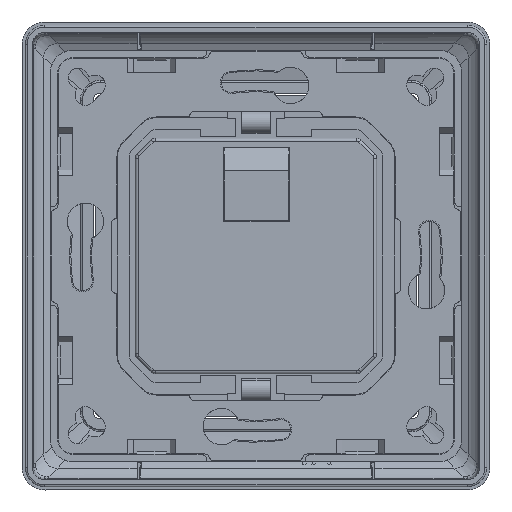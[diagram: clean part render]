
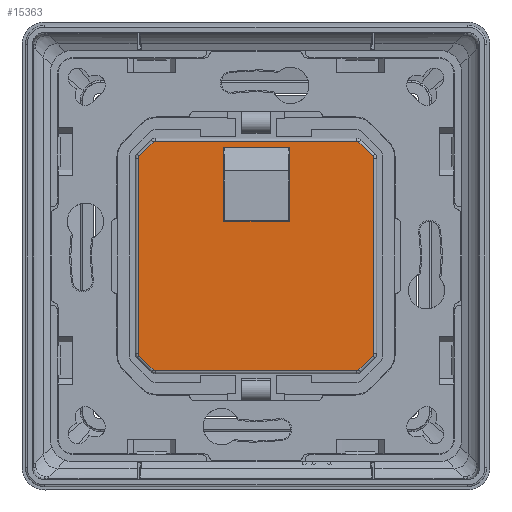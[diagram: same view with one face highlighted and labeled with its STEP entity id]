
A CAD part, front view. The second image highlights one B-rep face of the part: STEP entity #15363.
In plain terms, the highlighted planar face has unit normal (0, -1, 0).
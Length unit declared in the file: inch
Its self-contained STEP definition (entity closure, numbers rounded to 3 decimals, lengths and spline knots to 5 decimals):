
#14162=DIRECTION('',(0.,0.,1.));
#14163=VECTOR('',#14162,33.88055);
#14164=CARTESIAN_POINT('',(20.35652,-2.59993,
-16.94028));
#14165=LINE('',#14164,#14163);
#14170=DIRECTION('',(0.707,0.,0.707));
#14171=VECTOR('',#14170,3.41752);
#14172=CARTESIAN_POINT('',(-20.2102,-2.59993,
17.29365));
#14173=LINE('',#14172,#14171);
#14174=CARTESIAN_POINT('',(-17.44036,-2.59976,
19.35688));
#14175=DIRECTION('',(0.,1.,0.));
#14176=DIRECTION('',(-0.707,0.,0.707));
#14177=AXIS2_PLACEMENT_3D('',#14174,#14175,#14176);
#14179=CARTESIAN_POINT('',(17.44036,-2.59976,
19.35688));
#14180=DIRECTION('',(0.,1.,0.));
#14181=DIRECTION('',(0.,0.,1.));
#14182=AXIS2_PLACEMENT_3D('',#14179,#14180,#14181);
#14184=DIRECTION('',(0.707,0.,-0.707));
#14185=VECTOR('',#14184,3.41752);
#14186=CARTESIAN_POINT('',(17.79365,-2.59993,
19.7102));
#14187=LINE('',#14186,#14185);
#14188=CARTESIAN_POINT('',(19.85688,-2.59976,
16.94036));
#14189=DIRECTION('',(0.,1.,0.));
#14190=DIRECTION('',(0.707,0.,0.707));
#14191=AXIS2_PLACEMENT_3D('',#14188,#14189,#14190);
#14193=CARTESIAN_POINT('',(19.85688,-2.59976,
-16.94036));
#14194=DIRECTION('',(0.,1.,0.));
#14195=DIRECTION('',(1.,0.,0.));
#14196=AXIS2_PLACEMENT_3D('',#14193,#14194,#14195);
#14198=DIRECTION('',(-0.707,0.,-0.707));
#14199=VECTOR('',#14198,3.41752);
#14200=CARTESIAN_POINT('',(20.2102,-2.59993,
-17.29365));
#14201=LINE('',#14200,#14199);
#14202=CARTESIAN_POINT('',(17.44036,-2.59976,
-19.35688));
#14203=DIRECTION('',(0.,1.,0.));
#14204=DIRECTION('',(0.707,0.,-0.707));
#14205=AXIS2_PLACEMENT_3D('',#14202,#14203,#14204);
#14207=CARTESIAN_POINT('',(-17.44036,-2.59976,
-19.35688));
#14208=DIRECTION('',(0.,1.,0.));
#14209=DIRECTION('',(0.,0.,-1.));
#14210=AXIS2_PLACEMENT_3D('',#14207,#14208,#14209);
#14212=DIRECTION('',(-0.707,0.,0.707));
#14213=VECTOR('',#14212,3.41752);
#14214=CARTESIAN_POINT('',(-17.79365,-2.59993,
-19.7102));
#14215=LINE('',#14214,#14213);
#14216=CARTESIAN_POINT('',(-19.85688,-2.59976,
-16.94036));
#14217=DIRECTION('',(0.,1.,0.));
#14218=DIRECTION('',(-0.707,0.,-0.707));
#14219=AXIS2_PLACEMENT_3D('',#14216,#14217,#14218);
#14221=CARTESIAN_POINT('',(-19.85688,-2.59976,
16.94036));
#14222=DIRECTION('',(0.,1.,0.));
#14223=DIRECTION('',(-1.,0.,0.));
#14224=AXIS2_PLACEMENT_3D('',#14221,#14222,#14223);
#14267=DIRECTION('',(0.,0.,-1.));
#14268=VECTOR('',#14267,33.88055);
#14269=CARTESIAN_POINT('',(-20.35652,-2.59993,16.94028));
#14270=LINE('',#14269,#14268);
#14333=DIRECTION('',(1.,0.,0.));
#14334=VECTOR('',#14333,34.88055);
#14335=CARTESIAN_POINT('',(-17.44028,-2.59993,
-19.85652));
#14336=LINE('',#14335,#14334);
#14579=DIRECTION('',(-1.,0.,0.));
#14580=VECTOR('',#14579,34.88055);
#14581=CARTESIAN_POINT('',(17.44028,-2.59993,
19.85652));
#14582=LINE('',#14581,#14580);
#14616=DIRECTION('',(-1.,0.,0.));
#14617=VECTOR('',#14616,11.4);
#14618=CARTESIAN_POINT('',(5.8,-2.6,6.));
#14619=LINE('',#14618,#14617);
#14628=DIRECTION('',(0.,0.,-1.));
#14629=VECTOR('',#14628,12.8);
#14630=CARTESIAN_POINT('',(5.8,-2.6,18.8));
#14631=LINE('',#14630,#14629);
#14640=DIRECTION('',(1.,0.,0.));
#14641=VECTOR('',#14640,11.4);
#14642=CARTESIAN_POINT('',(-5.6,-2.6,18.8));
#14643=LINE('',#14642,#14641);
#14652=DIRECTION('',(0.,0.,1.));
#14653=VECTOR('',#14652,12.8);
#14654=CARTESIAN_POINT('',(-5.6,-2.6,6.));
#14655=LINE('',#14654,#14653);
#14736=CARTESIAN_POINT('',(5.8,-2.6,18.8));
#14737=CARTESIAN_POINT('',(5.8,-2.6,6.));
#14738=VERTEX_POINT('',#14736);
#14739=VERTEX_POINT('',#14737);
#14740=CARTESIAN_POINT('',(-20.2102,-2.59993,
17.29365));
#14741=CARTESIAN_POINT('',(-17.79366,-2.59993,
19.7102));
#14742=VERTEX_POINT('',#14740);
#14743=VERTEX_POINT('',#14741);
#14744=CARTESIAN_POINT('',(-17.44026,-2.5998,
19.85652));
#14745=VERTEX_POINT('',#14744);
#14746=CARTESIAN_POINT('',(17.44028,-2.59993,
19.85652));
#14747=VERTEX_POINT('',#14746);
#14748=CARTESIAN_POINT('',(17.79363,-2.5998,
19.7102));
#14749=VERTEX_POINT('',#14748);
#14750=CARTESIAN_POINT('',(20.2102,-2.59993,
17.29366));
#14751=VERTEX_POINT('',#14750);
#14752=CARTESIAN_POINT('',(20.35652,-2.5998,
16.94026));
#14753=VERTEX_POINT('',#14752);
#14754=CARTESIAN_POINT('',(20.35652,-2.59993,
-16.94028));
#14755=VERTEX_POINT('',#14754);
#14756=CARTESIAN_POINT('',(20.2102,-2.5998,
-17.29363));
#14757=VERTEX_POINT('',#14756);
#14758=CARTESIAN_POINT('',(17.79366,-2.59993,
-19.7102));
#14759=VERTEX_POINT('',#14758);
#14760=CARTESIAN_POINT('',(17.44026,-2.5998,
-19.85652));
#14761=VERTEX_POINT('',#14760);
#14762=CARTESIAN_POINT('',(-17.44028,-2.59993,
-19.85652));
#14763=VERTEX_POINT('',#14762);
#14764=CARTESIAN_POINT('',(-17.79363,-2.5998,
-19.7102));
#14765=VERTEX_POINT('',#14764);
#14766=CARTESIAN_POINT('',(-20.2102,-2.59993,
-17.29366));
#14767=VERTEX_POINT('',#14766);
#14768=CARTESIAN_POINT('',(-20.35652,-2.5998,
-16.94026));
#14769=VERTEX_POINT('',#14768);
#14770=CARTESIAN_POINT('',(-20.35652,-2.59993,16.94028));
#14771=VERTEX_POINT('',#14770);
#14772=CARTESIAN_POINT('',(-5.6,-2.6,6.));
#14773=VERTEX_POINT('',#14772);
#14774=CARTESIAN_POINT('',(-5.6,-2.6,18.8));
#14775=VERTEX_POINT('',#14774);
#15315=CARTESIAN_POINT('',(0.,-2.6,-35.94));
#15316=DIRECTION('',(0.,-1.,0.));
#15317=DIRECTION('',(1.,0.,0.));
#15318=AXIS2_PLACEMENT_3D('',#15315,#15316,#15317);
#15319=PLANE('',#15318);
#15321=ORIENTED_EDGE('',*,*,#15320,.T.);
#15323=ORIENTED_EDGE('',*,*,#15322,.T.);
#15325=ORIENTED_EDGE('',*,*,#15324,.F.);
#15327=ORIENTED_EDGE('',*,*,#15326,.T.);
#15329=ORIENTED_EDGE('',*,*,#15328,.T.);
#15331=ORIENTED_EDGE('',*,*,#15330,.T.);
#15332=ORIENTED_EDGE('',*,*,#15305,.F.);
#15334=ORIENTED_EDGE('',*,*,#15333,.T.);
#15336=ORIENTED_EDGE('',*,*,#15335,.T.);
#15338=ORIENTED_EDGE('',*,*,#15337,.T.);
#15340=ORIENTED_EDGE('',*,*,#15339,.F.);
#15342=ORIENTED_EDGE('',*,*,#15341,.T.);
#15344=ORIENTED_EDGE('',*,*,#15343,.T.);
#15346=ORIENTED_EDGE('',*,*,#15345,.T.);
#15348=ORIENTED_EDGE('',*,*,#15347,.F.);
#15350=ORIENTED_EDGE('',*,*,#15349,.T.);
#15351=EDGE_LOOP('',(#15321,#15323,#15325,#15327,#15329,#15331,#15332,#15334,
#15336,#15338,#15340,#15342,#15344,#15346,#15348,#15350));
#15352=FACE_OUTER_BOUND('',#15351,.F.);
#15354=ORIENTED_EDGE('',*,*,#15353,.F.);
#15356=ORIENTED_EDGE('',*,*,#15355,.F.);
#15358=ORIENTED_EDGE('',*,*,#15357,.F.);
#15360=ORIENTED_EDGE('',*,*,#15359,.F.);
#15361=EDGE_LOOP('',(#15354,#15356,#15358,#15360));
#15362=FACE_BOUND('',#15361,.F.);
#14178=CIRCLE('',#14177,0.49964);
#14183=CIRCLE('',#14182,0.49963);
#14192=CIRCLE('',#14191,0.49964);
#14197=CIRCLE('',#14196,0.49963);
#14206=CIRCLE('',#14205,0.49964);
#14211=CIRCLE('',#14210,0.49963);
#14220=CIRCLE('',#14219,0.49964);
#14225=CIRCLE('',#14224,0.49963);
#15305=EDGE_CURVE('',#14755,#14753,#14165,.T.);
#15320=EDGE_CURVE('',#14742,#14743,#14173,.T.);
#15322=EDGE_CURVE('',#14743,#14745,#14178,.T.);
#15324=EDGE_CURVE('',#14747,#14745,#14582,.T.);
#15326=EDGE_CURVE('',#14747,#14749,#14183,.T.);
#15328=EDGE_CURVE('',#14749,#14751,#14187,.T.);
#15330=EDGE_CURVE('',#14751,#14753,#14192,.T.);
#15333=EDGE_CURVE('',#14755,#14757,#14197,.T.);
#15335=EDGE_CURVE('',#14757,#14759,#14201,.T.);
#15337=EDGE_CURVE('',#14759,#14761,#14206,.T.);
#15339=EDGE_CURVE('',#14763,#14761,#14336,.T.);
#15341=EDGE_CURVE('',#14763,#14765,#14211,.T.);
#15343=EDGE_CURVE('',#14765,#14767,#14215,.T.);
#15345=EDGE_CURVE('',#14767,#14769,#14220,.T.);
#15347=EDGE_CURVE('',#14771,#14769,#14270,.T.);
#15349=EDGE_CURVE('',#14771,#14742,#14225,.T.);
#15353=EDGE_CURVE('',#14739,#14773,#14619,.T.);
#15355=EDGE_CURVE('',#14738,#14739,#14631,.T.);
#15357=EDGE_CURVE('',#14775,#14738,#14643,.T.);
#15359=EDGE_CURVE('',#14773,#14775,#14655,.T.);
#15363=ADVANCED_FACE('',(#15352,#15362),#15319,.T.);
